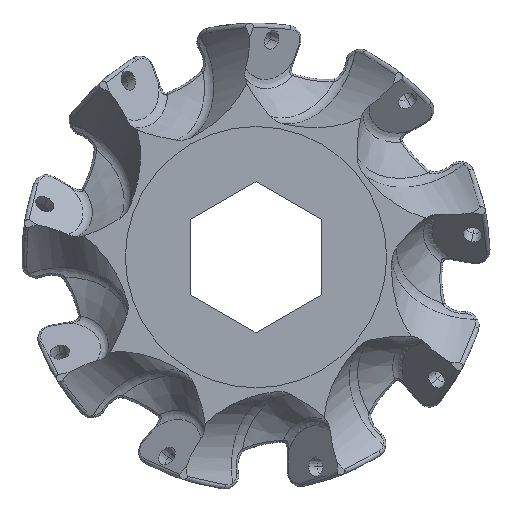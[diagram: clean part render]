
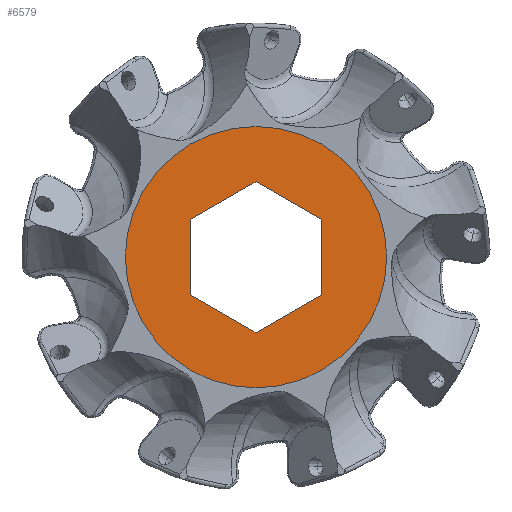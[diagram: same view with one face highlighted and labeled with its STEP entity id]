
A CAD part, front view. The second image highlights one B-rep face of the part: STEP entity #6579.
In plain terms, the highlighted planar face has unit normal (0, -1, 0).
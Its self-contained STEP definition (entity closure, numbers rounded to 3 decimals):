
#73 = CARTESIAN_POINT ( 'NONE',  ( 0., 2., 13.856 ) ) ;
#145 = DIRECTION ( 'NONE',  ( 0., 1., 0. ) ) ;
#291 = LINE ( 'NONE', #7663, #7606 ) ;
#315 = EDGE_CURVE ( 'NONE', #4583, #8516, #3265, .T. ) ;
#449 = CARTESIAN_POINT ( 'NONE',  ( 0., 2., -13.856 ) ) ;
#645 = DIRECTION ( 'NONE',  ( 0.866, 0., 0.5 ) ) ;
#766 = ORIENTED_EDGE ( 'NONE', *, *, #4267, .T. ) ;
#813 = CARTESIAN_POINT ( 'NONE',  ( 0., 2., 0. ) ) ;
#863 = LINE ( 'NONE', #8023, #10451 ) ;
#974 = EDGE_CURVE ( 'NONE', #7166, #9877, #9450, .T. ) ;
#1015 = CIRCLE ( 'NONE', #8973, 24. ) ;
#1170 = AXIS2_PLACEMENT_3D ( 'NONE', #6672, #145, #4181 ) ;
#1354 = DIRECTION ( 'NONE',  ( 0., 1., 0. ) ) ;
#1541 = AXIS2_PLACEMENT_3D ( 'NONE', #813, #10402, #8698 ) ;
#1750 = CARTESIAN_POINT ( 'NONE',  ( 0., 2., -13.856 ) ) ;
#1950 = LINE ( 'NONE', #1750, #9467 ) ;
#2117 = ORIENTED_EDGE ( 'NONE', *, *, #5383, .T. ) ;
#2326 = ORIENTED_EDGE ( 'NONE', *, *, #3723, .T. ) ;
#2423 = FACE_BOUND ( 'NONE', #8796, .T. ) ;
#2555 = DIRECTION ( 'NONE',  ( 0., 0., -1. ) ) ;
#2659 = CARTESIAN_POINT ( 'NONE',  ( -12., 2., 6.928 ) ) ;
#2678 = EDGE_CURVE ( 'NONE', #9877, #7166, #1015, .T. ) ;
#2931 = ORIENTED_EDGE ( 'NONE', *, *, #974, .F. ) ;
#3265 = LINE ( 'NONE', #6597, #7594 ) ;
#3342 = LINE ( 'NONE', #9800, #9812 ) ;
#3348 = DIRECTION ( 'NONE',  ( -0.866, 0., 0.5 ) ) ;
#3390 = DIRECTION ( 'NONE',  ( -0.866, 0., -0.5 ) ) ;
#3455 = DIRECTION ( 'NONE',  ( 0., 0., 1. ) ) ;
#3578 = CARTESIAN_POINT ( 'NONE',  ( 0., 2., 24. ) ) ;
#3723 = EDGE_CURVE ( 'NONE', #5542, #4583, #8270, .T. ) ;
#4141 = CARTESIAN_POINT ( 'NONE',  ( -12., 2., -6.928 ) ) ;
#4173 = CARTESIAN_POINT ( 'NONE',  ( 12., 2., 6.928 ) ) ;
#4181 = DIRECTION ( 'NONE',  ( 0., 0., -1. ) ) ;
#4267 = EDGE_CURVE ( 'NONE', #5660, #9094, #291, .T. ) ;
#4583 = VERTEX_POINT ( 'NONE', #8156 ) ;
#4800 = ORIENTED_EDGE ( 'NONE', *, *, #2678, .F. ) ;
#4971 = EDGE_CURVE ( 'NONE', #9094, #10447, #3342, .T. ) ;
#5383 = EDGE_CURVE ( 'NONE', #10447, #5542, #1950, .T. ) ;
#5445 = ORIENTED_EDGE ( 'NONE', *, *, #4971, .T. ) ;
#5491 = PLANE ( 'NONE',  #1541 ) ;
#5542 = VERTEX_POINT ( 'NONE', #449 ) ;
#5608 = ORIENTED_EDGE ( 'NONE', *, *, #9226, .T. ) ;
#5660 = VERTEX_POINT ( 'NONE', #73 ) ;
#5869 = EDGE_LOOP ( 'NONE', ( #2931, #4800 ) ) ;
#6137 = CARTESIAN_POINT ( 'NONE',  ( 0., 2., 0. ) ) ;
#6579 = ADVANCED_FACE ( 'NONE', ( #8079, #2423 ), #5491, .T. ) ;
#6597 = CARTESIAN_POINT ( 'NONE',  ( -12., 2., 6.928 ) ) ;
#6672 = CARTESIAN_POINT ( 'NONE',  ( 0., 2., 0. ) ) ;
#7071 = CARTESIAN_POINT ( 'NONE',  ( 0., 2., -24. ) ) ;
#7166 = VERTEX_POINT ( 'NONE', #3578 ) ;
#7594 = VECTOR ( 'NONE', #3455, 1000. ) ;
#7606 = VECTOR ( 'NONE', #8358, 1000. ) ;
#7663 = CARTESIAN_POINT ( 'NONE',  ( 12., 2., 6.928 ) ) ;
#8023 = CARTESIAN_POINT ( 'NONE',  ( 0., 2., 13.856 ) ) ;
#8079 = FACE_OUTER_BOUND ( 'NONE', #5869, .T. ) ;
#8156 = CARTESIAN_POINT ( 'NONE',  ( -12., 2., -6.928 ) ) ;
#8270 = LINE ( 'NONE', #4141, #9119 ) ;
#8358 = DIRECTION ( 'NONE',  ( 0.866, 0., -0.5 ) ) ;
#8407 = DIRECTION ( 'NONE',  ( 0., 0., -1. ) ) ;
#8516 = VERTEX_POINT ( 'NONE', #2659 ) ;
#8698 = DIRECTION ( 'NONE',  ( 0., 0., -1. ) ) ;
#8796 = EDGE_LOOP ( 'NONE', ( #2326, #9512, #5608, #766, #5445, #2117 ) ) ;
#8973 = AXIS2_PLACEMENT_3D ( 'NONE', #6137, #1354, #8407 ) ;
#9094 = VERTEX_POINT ( 'NONE', #4173 ) ;
#9119 = VECTOR ( 'NONE', #3348, 1000. ) ;
#9226 = EDGE_CURVE ( 'NONE', #8516, #5660, #863, .T. ) ;
#9450 = CIRCLE ( 'NONE', #1170, 24. ) ;
#9467 = VECTOR ( 'NONE', #3390, 1000. ) ;
#9512 = ORIENTED_EDGE ( 'NONE', *, *, #315, .T. ) ;
#9799 = CARTESIAN_POINT ( 'NONE',  ( 12., 2., -6.928 ) ) ;
#9800 = CARTESIAN_POINT ( 'NONE',  ( 12., 2., -6.928 ) ) ;
#9812 = VECTOR ( 'NONE', #2555, 1000. ) ;
#9877 = VERTEX_POINT ( 'NONE', #7071 ) ;
#10402 = DIRECTION ( 'NONE',  ( 0., -1., 0. ) ) ;
#10447 = VERTEX_POINT ( 'NONE', #9799 ) ;
#10451 = VECTOR ( 'NONE', #645, 1000. ) ;
